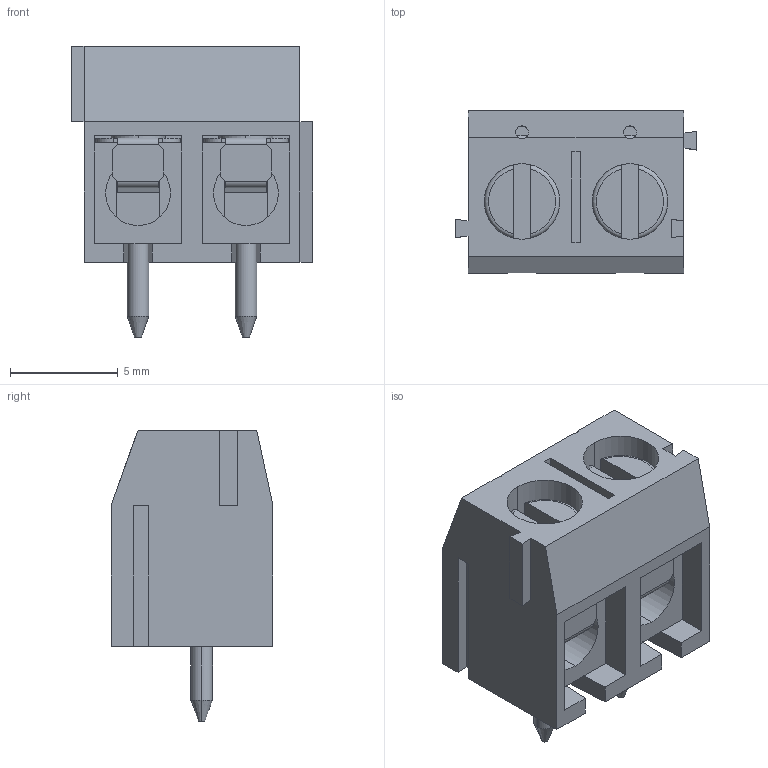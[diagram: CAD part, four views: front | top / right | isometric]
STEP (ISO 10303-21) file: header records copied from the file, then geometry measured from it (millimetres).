
FILE_DESCRIPTION(('STEP AP242'),'1');
FILE_NAME('691102710002.stp','2022-05-10T07:58:30',('TraceParts'),('TraceParts S.A.'),'Spatial InterOp 3D',' ',' ');
FILE_SCHEMA(('AP242_MANAGED_MODEL_BASED_3D_ENGINEERING_MIM_LF {1 0 10303 442 1 1 4}'));
Length unit declared in the file: millimetre
Products named in the file (1): 691102710002_1
Bounding box: 11.2 x 7.5 x 13.5 mm (x, y, z)
Volume: 538.7 mm3; surface area: 1371.5 mm2
Topology: 7 solids, 7 shells, 233 faces, 618 edges, 400 vertices
Faces by surface type: plane 141, cylinder 68, cone 16, torus 8
Entity records: 7886 total; most frequent: CARTESIAN_POINT 1320, DIRECTION 1266, ORIENTED_EDGE 1236, EDGE_CURVE 618, AXIS2_PLACEMENT_3D 424, LINE 418, VECTOR 418, VERTEX_POINT 400
